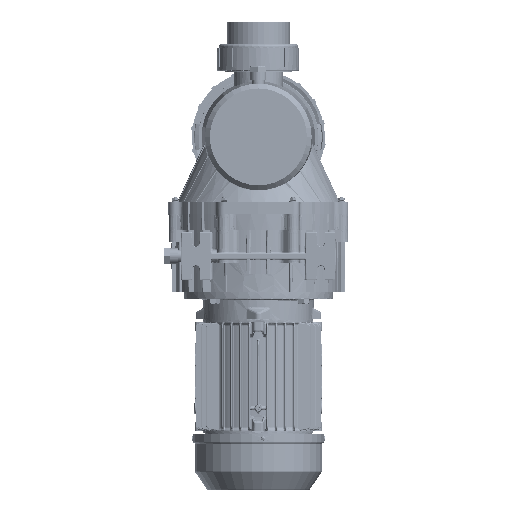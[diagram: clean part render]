
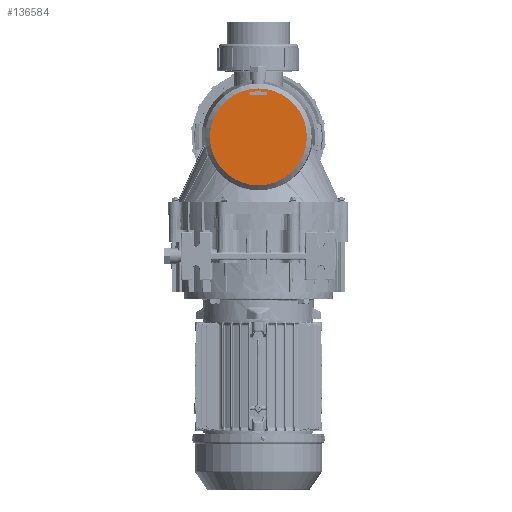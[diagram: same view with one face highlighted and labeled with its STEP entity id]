
A CAD part, front view. The second image highlights one B-rep face of the part: STEP entity #136584.
In plain terms, the highlighted planar face has unit normal (0, -1, 0).
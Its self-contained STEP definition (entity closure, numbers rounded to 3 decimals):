
#10801=LINE('',#242660,#15917);
#10804=LINE('',#242668,#15920);
#10809=LINE('',#242684,#15925);
#15917=VECTOR('',#162547,1000.);
#15920=VECTOR('',#162556,1000.);
#15925=VECTOR('',#162575,1000.);
#39010=ORIENTED_EDGE('',*,*,#57482,.T.);
#39011=ORIENTED_EDGE('',*,*,#57266,.T.);
#39012=ORIENTED_EDGE('',*,*,#57264,.T.);
#39013=ORIENTED_EDGE('',*,*,#57262,.T.);
#39014=ORIENTED_EDGE('',*,*,#57260,.T.);
#39015=ORIENTED_EDGE('',*,*,#57258,.T.);
#39016=ORIENTED_EDGE('',*,*,#57256,.T.);
#39017=ORIENTED_EDGE('',*,*,#57254,.T.);
#39018=ORIENTED_EDGE('',*,*,#57252,.T.);
#57252=EDGE_CURVE('',#67714,#67713,#73230,.F.);
#57254=EDGE_CURVE('',#67715,#67714,#10801,.T.);
#57256=EDGE_CURVE('',#67716,#67715,#73231,.F.);
#57258=EDGE_CURVE('',#67717,#67716,#10804,.T.);
#57260=EDGE_CURVE('',#67718,#67717,#73232,.F.);
#57262=EDGE_CURVE('',#67719,#67718,#73233,.T.);
#57264=EDGE_CURVE('',#67720,#67719,#73234,.F.);
#57266=EDGE_CURVE('',#67713,#67720,#10809,.T.);
#57482=EDGE_CURVE('',#67855,#67855,#73313,.T.);
#67713=VERTEX_POINT('',#242655);
#67714=VERTEX_POINT('',#242657);
#67715=VERTEX_POINT('',#242661);
#67716=VERTEX_POINT('',#242665);
#67717=VERTEX_POINT('',#242669);
#67718=VERTEX_POINT('',#242673);
#67719=VERTEX_POINT('',#242677);
#67720=VERTEX_POINT('',#242681);
#67855=VERTEX_POINT('',#243959);
#73230=CIRCLE('',#144180,2.);
#73231=CIRCLE('',#144183,2.);
#73232=CIRCLE('',#144186,2.);
#73233=CIRCLE('',#144188,76.5);
#73234=CIRCLE('',#144190,2.);
#73313=CIRCLE('',#144364,81.391);
#79238=EDGE_LOOP('',(#39010));
#79239=EDGE_LOOP('',(#39011,#39012,#39013,#39014,#39015,#39016,#39017,#39018));
#85983=FACE_BOUND('',#79238,.T.);
#85984=FACE_BOUND('',#79239,.T.);
#89708=PLANE('',#144363);
#136584=ADVANCED_FACE('',(#85983,#85984),#89708,.T.);
#144180=AXIS2_PLACEMENT_3D('',#242656,#162542,#162543);
#144183=AXIS2_PLACEMENT_3D('',#242664,#162551,#162552);
#144186=AXIS2_PLACEMENT_3D('',#242672,#162560,#162561);
#144188=AXIS2_PLACEMENT_3D('',#242676,#162565,#162566);
#144190=AXIS2_PLACEMENT_3D('',#242680,#162570,#162571);
#144363=AXIS2_PLACEMENT_3D('',#243957,#163003,#163004);
#144364=AXIS2_PLACEMENT_3D('',#243958,#163005,#163006);
#162542=DIRECTION('',(0.,-1.,0.));
#162543=DIRECTION('',(0.,0.,1.));
#162547=DIRECTION('',(-1.,0.,0.));
#162551=DIRECTION('',(0.,-1.,0.));
#162552=DIRECTION('',(0.,0.,1.));
#162556=DIRECTION('',(0.,0.,-1.));
#162560=DIRECTION('',(0.,-1.,0.));
#162561=DIRECTION('',(0.,0.,1.));
#162565=DIRECTION('',(0.,1.,0.));
#162566=DIRECTION('',(1.,0.,0.));
#162570=DIRECTION('',(0.,-1.,0.));
#162571=DIRECTION('',(0.,0.,1.));
#162575=DIRECTION('',(0.,0.,1.));
#163003=DIRECTION('',(0.,-1.,0.));
#163004=DIRECTION('',(0.,0.,1.));
#163005=DIRECTION('',(0.,-1.,0.));
#163006=DIRECTION('',(0.,0.,1.));
#242655=CARTESIAN_POINT('',(-15.,-128.,270.6));
#242656=CARTESIAN_POINT('',(-13.,-128.,270.6));
#242657=CARTESIAN_POINT('',(-13.,-128.,268.6));
#242660=CARTESIAN_POINT('',(15.,-128.,268.6));
#242661=CARTESIAN_POINT('',(13.,-128.,268.6));
#242664=CARTESIAN_POINT('',(13.,-128.,270.6));
#242665=CARTESIAN_POINT('',(15.,-128.,270.6));
#242668=CARTESIAN_POINT('',(15.,-128.,273.615));
#242669=CARTESIAN_POINT('',(15.,-128.,271.957));
#242672=CARTESIAN_POINT('',(13.,-128.,271.957));
#242673=CARTESIAN_POINT('',(13.349,-128.,273.926));
#242676=CARTESIAN_POINT('',(0.,-128.,198.6));
#242677=CARTESIAN_POINT('',(-13.349,-128.,273.926));
#242680=CARTESIAN_POINT('',(-13.,-128.,271.957));
#242681=CARTESIAN_POINT('',(-15.,-128.,271.957));
#242684=CARTESIAN_POINT('',(-15.,-128.,268.6));
#243957=CARTESIAN_POINT('',(0.,-128.,198.6));
#243958=CARTESIAN_POINT('',(0.,-128.,198.6));
#243959=CARTESIAN_POINT('',(0.,-128.,279.991));
